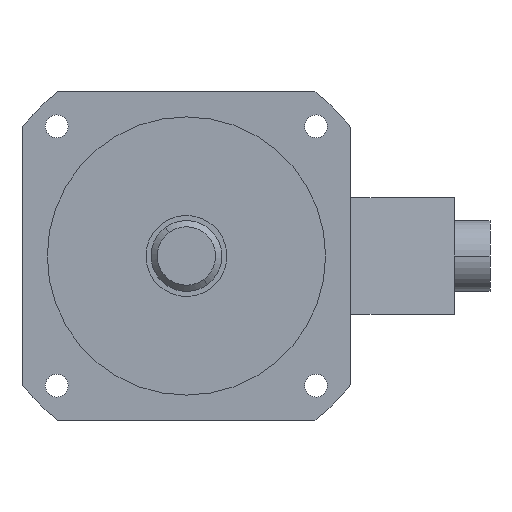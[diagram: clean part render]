
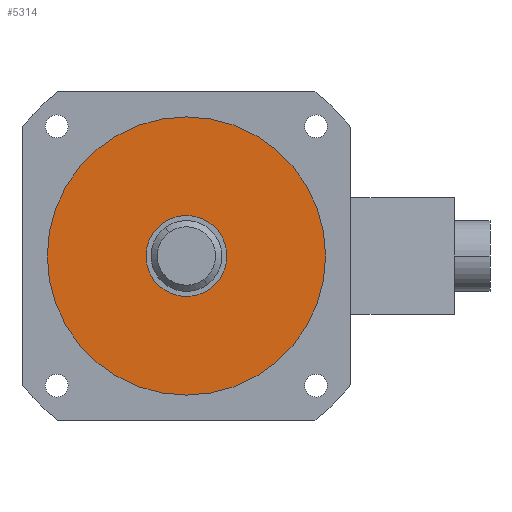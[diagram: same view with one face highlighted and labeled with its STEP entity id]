
A CAD part, left-side view. The second image highlights one B-rep face of the part: STEP entity #5314.
In plain terms, the highlighted planar face has unit normal (-1, 0, 0).
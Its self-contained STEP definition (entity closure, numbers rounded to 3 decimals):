
#4 = ORIENTED_EDGE ( 'NONE', *, *, #36, .F. ) ;
#36 = EDGE_CURVE ( 'NONE', #4973, #3966, #955, .T. ) ;
#46 = EDGE_LOOP ( 'NONE', ( #4, #70 ) ) ;
#70 = ORIENTED_EDGE ( 'NONE', *, *, #464, .F. ) ;
#91 = VERTEX_POINT ( 'NONE', #1144 ) ;
#111 = EDGE_CURVE ( 'NONE', #4997, #91, #1194, .T. ) ;
#289 = EDGE_LOOP ( 'NONE', ( #4549, #4596 ) ) ;
#464 = EDGE_CURVE ( 'NONE', #3966, #4973, #3298, .T. ) ;
#955 = CIRCLE ( 'NONE', #956, 14. ) ;
#956 = AXIS2_PLACEMENT_3D ( 'NONE', #958, #959, #960 ) ;
#958 = CARTESIAN_POINT ( 'NONE',  ( -3., 0., 0. ) ) ;
#959 = DIRECTION ( 'NONE',  ( -1., 0., 0. ) ) ;
#960 = DIRECTION ( 'NONE',  ( 0., -1., 0. ) ) ;
#1144 = CARTESIAN_POINT ( 'NONE',  ( -3., -55., 0. ) ) ;
#1194 = CIRCLE ( 'NONE', #1195, 55. ) ;
#1195 = AXIS2_PLACEMENT_3D ( 'NONE', #1196, #1201, #1202 ) ;
#1196 = CARTESIAN_POINT ( 'NONE',  ( -3., 0., 0. ) ) ;
#1201 = DIRECTION ( 'NONE',  ( -1., 0., 0. ) ) ;
#1202 = DIRECTION ( 'NONE',  ( 0., -1., 0. ) ) ;
#1232 = CARTESIAN_POINT ( 'NONE',  ( -3., 14., 0. ) ) ;
#1450 = CIRCLE ( 'NONE', #1451, 55. ) ;
#1451 = AXIS2_PLACEMENT_3D ( 'NONE', #1452, #1453, #1454 ) ;
#1452 = CARTESIAN_POINT ( 'NONE',  ( -3., 0., 0. ) ) ;
#1453 = DIRECTION ( 'NONE',  ( -1., 0., 0. ) ) ;
#1454 = DIRECTION ( 'NONE',  ( 0., -1., 0. ) ) ;
#2660 = FACE_BOUND ( 'NONE', #46, .T. ) ;
#2661 = FACE_OUTER_BOUND ( 'NONE', #289, .T. ) ;
#2662 = PLANE ( 'NONE',  #2663 ) ;
#2663 = AXIS2_PLACEMENT_3D ( 'NONE', #2664, #2665, #2666 ) ;
#2664 = CARTESIAN_POINT ( 'NONE',  ( -3., 14., 0. ) ) ;
#2665 = DIRECTION ( 'NONE',  ( 1., 0., 0. ) ) ;
#2666 = DIRECTION ( 'NONE',  ( 0., 1., 0. ) ) ;
#3298 = CIRCLE ( 'NONE', #3299, 14. ) ;
#3299 = AXIS2_PLACEMENT_3D ( 'NONE', #3300, #3301, #3302 ) ;
#3300 = CARTESIAN_POINT ( 'NONE',  ( -3., 0., 0. ) ) ;
#3301 = DIRECTION ( 'NONE',  ( -1., 0., 0. ) ) ;
#3302 = DIRECTION ( 'NONE',  ( 0., -1., 0. ) ) ;
#3731 = CARTESIAN_POINT ( 'NONE',  ( -3., -14., 0. ) ) ;
#3816 = CARTESIAN_POINT ( 'NONE',  ( -3., 55., 0. ) ) ;
#3966 = VERTEX_POINT ( 'NONE', #1232 ) ;
#4549 = ORIENTED_EDGE ( 'NONE', *, *, #5102, .T. ) ;
#4596 = ORIENTED_EDGE ( 'NONE', *, *, #111, .T. ) ;
#4973 = VERTEX_POINT ( 'NONE', #3731 ) ;
#4997 = VERTEX_POINT ( 'NONE', #3816 ) ;
#5102 = EDGE_CURVE ( 'NONE', #91, #4997, #1450, .T. ) ;
#5314 = ADVANCED_FACE ( 'NONE', ( #2660, #2661 ), #2662, .F. ) ;
